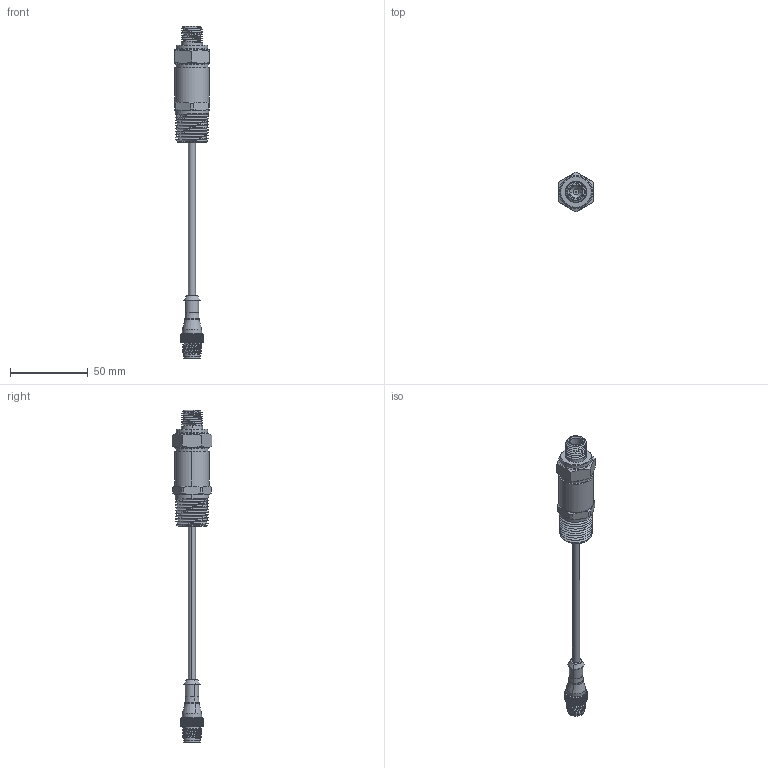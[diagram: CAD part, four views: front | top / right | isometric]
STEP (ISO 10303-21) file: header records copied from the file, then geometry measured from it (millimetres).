
FILE_DESCRIPTION((''),'2;1');
FILE_NAME('226424_SM01_ASM','2021-11-16T11:33:13',('PDMAdmin'),('BANNER ENGINEERING'),'CREO PARAMETRIC BY PTC INC, 2019292','CREO PARAMETRIC BY PTC INC, 2019292','');
FILE_SCHEMA(('CONFIG_CONTROL_DESIGN'));
Products named in the file (2): 226424_EP01; 226424_SM01_ASM
Assembly tree (1 placements, depth 2):
  226424_SM01_ASM
    226424_EP01
Bounding box: 22.23 x 25.66 x 213.85 mm (x, y, z)
Volume: 27035.3 mm3; surface area: 12749.8 mm2
Topology: 2 solids, 3 shells, 2072 faces, 4698 edges, 2648 vertices
Faces by surface type: bspline 1320, cylinder 471, plane 194, cone 59, torus 18, sphere 8, revolution 2
Entity records: 93598 total; most frequent: CARTESIAN_POINT 59043, ORIENTED_EDGE 9376, EDGE_CURVE 4688, B_SPLINE_CURVE_WITH_KNOTS 3630, DIRECTION 2931, VERTEX_POINT 2648, EDGE_LOOP 2100, FACE_OUTER_BOUND 2072
